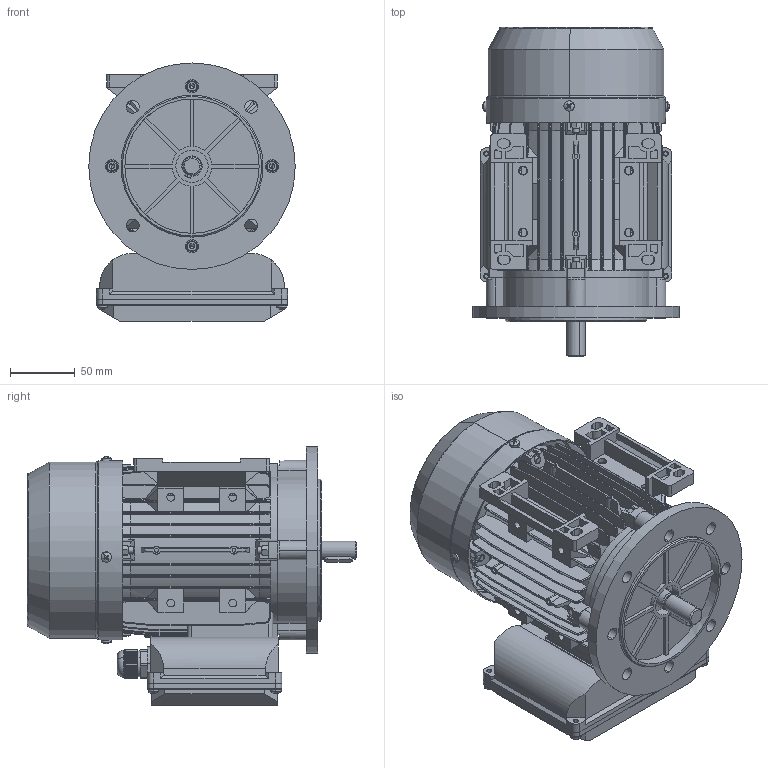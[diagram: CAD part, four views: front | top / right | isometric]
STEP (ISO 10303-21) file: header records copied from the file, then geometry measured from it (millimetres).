
FILE_DESCRIPTION (( 'STEP AP203' ), '1' );
FILE_NAME ('ML71 B35軞蚾芞.STEP', '2016-03-05T02:46:03', ( 'USER' ), ( 'MS' ), 'SwSTEP 2.0', 'SolidWorks 2008', '' );
FILE_SCHEMA (( 'CONFIG_CONTROL_DESIGN' ));
Length unit declared in the file: millimetre
Products named in the file (14): MS71 风叶_默认; ML71 B35軞蚾芞; Hexagon nuts grade C GB_GB_FASTENER_NUT_SNC1 M5-N; ML63-71接线盒盖(铝)_默认; 71 底脚_默认; ML63-71接线盒座(铝)_默认; Cross recessed thread forming screws GB_GB_CROSS_SCREWS_TYPE138 M4X10-N; 71L机壳_默认; 71后盖_默认; 71L转轴_默认; Hexagon socket head cap screws GB_GB_FASTENER_SCREWS_HSHCS M5X25-N; MS63-71 出线螺套_默认; 71 B5盖_默认; 71风罩_默认
Assembly tree (35 placements, depth 2):
  ML71 B35軞蚾芞
    Hexagon socket head cap screws GB_GB_FASTENER_SCREWS_HSHCS M5X25-N  x8
    71 B5盖_默认
    71 底脚_默认  x2
    Hexagon nuts grade C GB_GB_FASTENER_NUT_SNC1 M5-N  x8
    71后盖_默认
    ML63-71接线盒座(铝)_默认
    MS71 风叶_默认
    MS63-71 出线螺套_默认
    Cross recessed thread forming screws GB_GB_CROSS_SCREWS_TYPE138 M4X10-N  x8
    71L机壳_默认
    71风罩_默认
    71L转轴_默认
    ML63-71接线盒盖(铝)_默认
Bounding box: 160 x 255 x 200 mm (x, y, z)
Volume: 876253.3 mm3; surface area: 568328.8 mm2
Topology: 35 solids, 35 shells, 3477 faces, 9051 edges, 5698 vertices
Faces by surface type: plane 1901, cylinder 989, cone 207, bspline 142, sphere 120, torus 118
Entity records: 100189 total; most frequent: CARTESIAN_POINT 27319, ORIENTED_EDGE 15454, DIRECTION 13861, EDGE_CURVE 7727, VERTEX_POINT 4873, AXIS2_PLACEMENT_3D 4639, VECTOR 4583, LINE 4583
